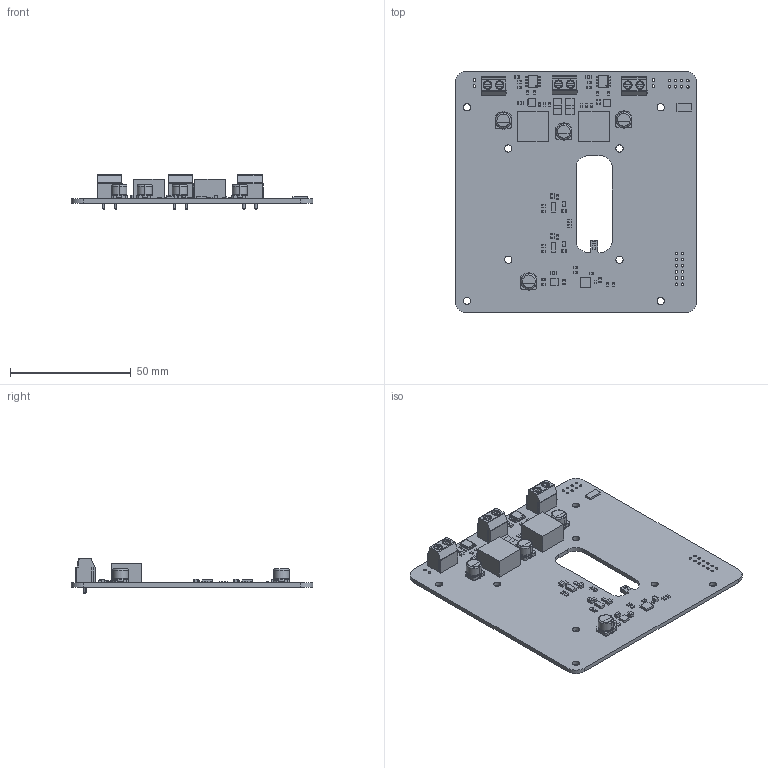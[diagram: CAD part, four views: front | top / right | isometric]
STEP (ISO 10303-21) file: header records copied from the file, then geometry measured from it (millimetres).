
FILE_DESCRIPTION(('Open CASCADE Model'),'2;1');
FILE_NAME('Open CASCADE Shape Model','2024-01-24T01:09:25',('Author'),( 'Open CASCADE'),'Open CASCADE STEP processor 7.5','Open CASCADE 7.5' ,'Unknown');
FILE_SCHEMA(('AUTOMOTIVE_DESIGN { 1 0 10303 214 1 1 1 1 }'));
Length unit declared in the file: millimetre
Products named in the file (160): PCB; Board; Open CASCADE STEP translator 7.5 1.1.1; R24; 6678038304; Extruded; 6678038144; R23; R21; R19; R18; R17; R15; R13; U9; MIC4605-2YM-TR; Body; PinsArrayLR; U8; U7; VCNL4040M3OE; Pins; U6; 6746640896; U5; U4; PCA9546ARGVR; FRAME; Open CASCADE STEP translator 7.5 1.15.1.1.1; Open CASCADE STEP translator 7.5 1.15.1.1.2; Open CASCADE STEP translator 7.5 1.15.1.1.3; Open CASCADE STEP translator 7.5 1.15.1.1.4; Open CASCADE STEP translator 7.5 1.15.1.1.5; Open CASCADE STEP translator 7.5 1.15.1.1.6; Open CASCADE STEP translator 7.5 1.15.1.1.7; Open CASCADE STEP translator 7.5 1.15.1.1.8; Open CASCADE STEP translator 7.5 1.15.1.1.9; Open CASCADE STEP translator 7.5 1.15.1.1.10; Open CASCADE STEP translator 7.5 1.15.1.1.11; Open CASCADE STEP translator 7.5 1.15.1.1.12 ...
Assembly tree (278 placements, depth 5):
  PCB
    Board
      Open CASCADE STEP translator 7.5 1.1.1
    R24
      6678038304
        Extruded
      6678038144  x2
        Extruded
    R23
      6678038304
        Extruded
      6678038144  x2
        Extruded
    R21
      6678038304
        Extruded
      6678038144  x2
        Extruded
    R19
      6678038304
        Extruded
      6678038144  x2
        Extruded
    R18
      6678038304
        Extruded
      6678038144  x2
        Extruded
    R17
      6678038304
        Extruded
      6678038144  x2
        Extruded
    R15
      6678038304
        Extruded
      6678038144  x2
        Extruded
    R13
      6678038304
        Extruded
      6678038144  x2
        Extruded
    U9
      MIC4605-2YM-TR
        Body
        PinsArrayLR
    U8
      MIC4605-2YM-TR
        Body
        PinsArrayLR
    U7
      VCNL4040M3OE
        Body
        Pins
    U6
      6746640896
        Extruded
    U5
      VCNL4040M3OE
Bounding box: 100 x 100 x 14.35 mm (x, y, z)
Volume: 21917.2 mm3; surface area: 25775.3 mm2
Topology: 251 solids, 251 shells, 2504 faces, 5777 edges, 3792 vertices
Faces by surface type: plane 1978, cylinder 420, torus 54, cone 24, sphere 16, bspline 12
Full cylindrical faces by diameter (mm): 0.487 x2, 1.02 x24, 1.3 x6, 3 x8
Entity records: 35942 total; most frequent: CARTESIAN_POINT 5833, DIRECTION 5712, ORIENTED_EDGE 5104, EDGE_CURVE 2552, LINE 1952, VECTOR 1952, AXIS2_PLACEMENT_3D 1880, VERTEX_POINT 1685
